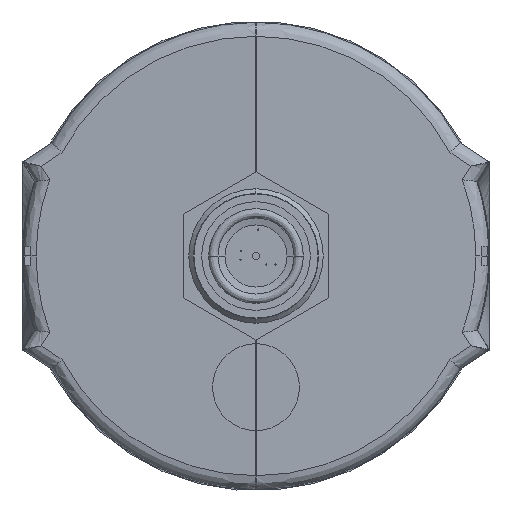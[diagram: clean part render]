
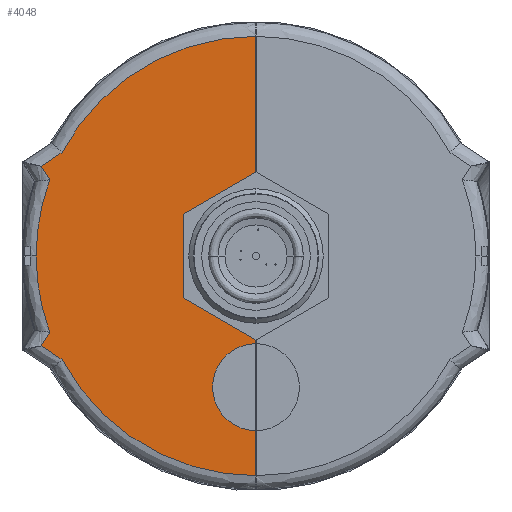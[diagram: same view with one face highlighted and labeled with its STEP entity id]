
A CAD part, front view. The second image highlights one B-rep face of the part: STEP entity #4048.
In plain terms, the highlighted planar face has unit normal (-0.018, -1, 0).
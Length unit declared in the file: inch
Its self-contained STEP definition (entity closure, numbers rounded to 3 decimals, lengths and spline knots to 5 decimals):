
#1048 = CARTESIAN_POINT ( 'NONE',  ( -1.33883, 1.21709, -0.60808 ) ) ;
#1050 = CARTESIAN_POINT ( 'NONE',  ( -1.38358, 1.21787, -0.57847 ) ) ;
#1064 = CARTESIAN_POINT ( 'NONE',  ( -1.29409, 1.2163, -0.63768 ) ) ;
#1066 = CARTESIAN_POINT ( 'NONE',  ( -1.24935, 1.21552, -0.66729 ) ) ;
#1105 = CARTESIAN_POINT ( 'NONE',  ( 0., 1.19372, 1.505 ) ) ;
#1108 = DIRECTION ( 'NONE',  ( 0., 0., -1. ) ) ;
#1207 = EDGE_LOOP ( 'NONE', ( #13431, #13430, #13429, #13428, #13427, #13426, #13425, #13424, #13423, #13420, #13419 ) ) ;
#3559 = AXIS2_PLACEMENT_3D ( 'NONE', #22110, #22124, #22125 ) ;
#3821 = EDGE_CURVE ( 'NONE', #6739, #6416, #10336, .T. ) ;
#3837 = EDGE_CURVE ( 'NONE', #6358, #6081, #10030, .T. ) ;
#4048 = ADVANCED_FACE ( 'NONE', ( #12328 ), #22111, .T. ) ;
#4368 = CARTESIAN_POINT ( 'NONE',  ( 0., 1.19372, 1.505 ) ) ;
#4369 = DIRECTION ( 'NONE',  ( 0., 0., -1. ) ) ;
#4605 = CARTESIAN_POINT ( 'NONE',  ( -1.38695, 1.21793, 0.33347 ) ) ;
#4606 = CARTESIAN_POINT ( 'NONE',  ( -1.32862, 1.21691, 0.49107 ) ) ;
#4614 = CARTESIAN_POINT ( 'NONE',  ( -1.34694, 1.21723, -0.52021 ) ) ;
#4615 = CARTESIAN_POINT ( 'NONE',  ( -1.32862, 1.21691, -0.49107 ) ) ;
#4616 = CARTESIAN_POINT ( 'NONE',  ( -1.41657, 1.21844, 0.16805 ) ) ;
#4617 = CARTESIAN_POINT ( 'NONE',  ( -1.41657, 1.21844, 0. ) ) ;
#4620 = CARTESIAN_POINT ( 'NONE',  ( -1.36526, 1.21755, -0.54934 ) ) ;
#4621 = CARTESIAN_POINT ( 'NONE',  ( -1.38358, 1.21787, -0.57847 ) ) ;
#4715 = CARTESIAN_POINT ( 'NONE',  ( -1.41657, 1.21844, -0.16805 ) ) ;
#4716 = CARTESIAN_POINT ( 'NONE',  ( -1.41657, 1.21844, 0. ) ) ;
#4730 = CARTESIAN_POINT ( 'NONE',  ( -1.38695, 1.21793, -0.33347 ) ) ;
#4731 = CARTESIAN_POINT ( 'NONE',  ( -1.32862, 1.21691, -0.49107 ) ) ;
#5727 = CARTESIAN_POINT ( 'NONE',  ( -1.29409, 1.2163, 0.63768 ) ) ;
#5728 = CARTESIAN_POINT ( 'NONE',  ( -1.24935, 1.21552, 0.66729 ) ) ;
#5733 = CARTESIAN_POINT ( 'NONE',  ( -1.33883, 1.21709, 0.60808 ) ) ;
#5734 = CARTESIAN_POINT ( 'NONE',  ( -1.38358, 1.21787, 0.57847 ) ) ;
#6081 = VERTEX_POINT ( 'NONE', #16729 ) ;
#6097 = VERTEX_POINT ( 'NONE', #16741 ) ;
#6120 = VERTEX_POINT ( 'NONE', #16762 ) ;
#6357 = VERTEX_POINT ( 'NONE', #16827 ) ;
#6358 = VERTEX_POINT ( 'NONE', #16828 ) ;
#6377 = VERTEX_POINT ( 'NONE', #16845 ) ;
#6416 = VERTEX_POINT ( 'NONE', #16874 ) ;
#6576 = VERTEX_POINT ( 'NONE', #16921 ) ;
#6739 = VERTEX_POINT ( 'NONE', #16967 ) ;
#6880 = VERTEX_POINT ( 'NONE', #16992 ) ;
#7137 = VERTEX_POINT ( 'NONE', #17051 ) ;
#7710 = EDGE_CURVE ( 'NONE', #6739, #6120, #11262, .T. ) ;
#7776 = EDGE_CURVE ( 'NONE', #6097, #6358, #10119, .T. ) ;
#7864 = EDGE_CURVE ( 'NONE', #6081, #6576, #9812, .T. ) ;
#7865 = EDGE_CURVE ( 'NONE', #7137, #6377, #10043, .T. ) ;
#7886 = EDGE_CURVE ( 'NONE', #6576, #7137, #10228, .T. ) ;
#8104 = EDGE_CURVE ( 'NONE', #6357, #6120, #9997, .T. ) ;
#8626 = EDGE_CURVE ( 'NONE', #6377, #6357, #9982, .T. ) ;
#8631 = EDGE_CURVE ( 'NONE', #6880, #6416, #12711, .T. ) ;
#8687 = EDGE_CURVE ( 'NONE', #6880, #6097, #10112, .T. ) ;
#9812 =( BOUNDED_CURVE ( )  B_SPLINE_CURVE ( 3, ( #4606, #4605, #4616, #4617 ),
 .UNSPECIFIED., .F., .F. ) 
 B_SPLINE_CURVE_WITH_KNOTS ( ( 4, 4 ),
 ( 5.92876, 6.28319 ),
 .UNSPECIFIED. ) 
 CURVE ( )  GEOMETRIC_REPRESENTATION_ITEM ( )  RATIONAL_B_SPLINE_CURVE ( ( 1., 0.99, 0.99, 1. ) ) 
 REPRESENTATION_ITEM ( '' )  );
#9982 = B_SPLINE_CURVE_WITH_KNOTS ( 'NONE', 3,
 ( #1050, #1048, #1064, #1066 ),
 .UNSPECIFIED., .F., .F.,
 ( 4, 4 ),
 ( 0., 0.00409 ),
 .UNSPECIFIED. ) ;
#9997 =( BOUNDED_CURVE ( )  B_SPLINE_CURVE ( 3, ( #10178, #10176, #10185, #10186 ),
 .UNSPECIFIED., .F., .F. ) 
 B_SPLINE_CURVE_WITH_KNOTS ( ( 4, 4 ),
 ( 0.49109, 1.57191 ),
 .UNSPECIFIED. ) 
 CURVE ( )  GEOMETRIC_REPRESENTATION_ITEM ( )  RATIONAL_B_SPLINE_CURVE ( ( 1., 0.905, 0.905, 1. ) ) 
 REPRESENTATION_ITEM ( '' )  );
#10030 = B_SPLINE_CURVE_WITH_KNOTS ( 'NONE', 3,
 ( #17740, #17742, #17747, #17748 ),
 .UNSPECIFIED., .F., .F.,
 ( 4, 4 ),
 ( 0., 0.00262 ),
 .UNSPECIFIED. ) ;
#10043 = B_SPLINE_CURVE_WITH_KNOTS ( 'NONE', 3,
 ( #4615, #4614, #4620, #4621 ),
 .UNSPECIFIED., .F., .F.,
 ( 4, 4 ),
 ( 0., 0.00262 ),
 .UNSPECIFIED. ) ;
#10112 =( BOUNDED_CURVE ( )  B_SPLINE_CURVE ( 3, ( #15021, #15028, #15032, #15033 ),
 .UNSPECIFIED., .F., .F. ) 
 B_SPLINE_CURVE_WITH_KNOTS ( ( 4, 4 ),
 ( 4.71128, 5.7921 ),
 .UNSPECIFIED. ) 
 CURVE ( )  GEOMETRIC_REPRESENTATION_ITEM ( )  RATIONAL_B_SPLINE_CURVE ( ( 1., 0.905, 0.905, 1. ) ) 
 REPRESENTATION_ITEM ( '' )  );
#10119 = B_SPLINE_CURVE_WITH_KNOTS ( 'NONE', 3,
 ( #5728, #5727, #5733, #5734 ),
 .UNSPECIFIED., .F., .F.,
 ( 4, 4 ),
 ( 0., 0.00409 ),
 .UNSPECIFIED. ) ;
#10176 = CARTESIAN_POINT ( 'NONE',  ( -0.99645, 1.21111, -1.1402 ) ) ;
#10178 = CARTESIAN_POINT ( 'NONE',  ( -1.24935, 1.21552, -0.66729 ) ) ;
#10185 = CARTESIAN_POINT ( 'NONE',  ( -0.53628, 1.20308, -1.41559 ) ) ;
#10186 = CARTESIAN_POINT ( 'NONE',  ( 0., 1.19372, -1.415 ) ) ;
#10228 =( BOUNDED_CURVE ( )  B_SPLINE_CURVE ( 3, ( #4716, #4715, #4730, #4731 ),
 .UNSPECIFIED., .F., .T. ) 
 B_SPLINE_CURVE_WITH_KNOTS ( ( 4, 4 ),
 ( 0., 0.35442 ),
 .UNSPECIFIED. ) 
 CURVE ( )  GEOMETRIC_REPRESENTATION_ITEM ( )  RATIONAL_B_SPLINE_CURVE ( ( 1., 0.99, 0.99, 1. ) ) 
 REPRESENTATION_ITEM ( '' )  );
#10336 =( BOUNDED_CURVE ( )  B_SPLINE_CURVE ( 3, ( #19106, #19093, #19103, #19108 ),
 .UNSPECIFIED., .F., .F. ) 
 B_SPLINE_CURVE_WITH_KNOTS ( ( 4, 4 ),
 ( 4.71239, 7.85398 ),
 .UNSPECIFIED. ) 
 CURVE ( )  GEOMETRIC_REPRESENTATION_ITEM ( )  RATIONAL_B_SPLINE_CURVE ( ( 1., 0.333, 0.333, 1. ) ) 
 REPRESENTATION_ITEM ( '' )  );
#10638 = VECTOR ( 'NONE', #4369, 39.37008 ) ;
#11262 = LINE ( 'NONE', #4368, #10638 ) ;
#12328 = FACE_OUTER_BOUND ( 'NONE', #1207, .T. ) ;
#12709 = VECTOR ( 'NONE', #1108, 39.37008 ) ;
#12711 = LINE ( 'NONE', #1105, #12709 ) ;
#13419 = ORIENTED_EDGE ( 'NONE', *, *, #7865, .T. ) ;
#13420 = ORIENTED_EDGE ( 'NONE', *, *, #7886, .T. ) ;
#13423 = ORIENTED_EDGE ( 'NONE', *, *, #7864, .T. ) ;
#13424 = ORIENTED_EDGE ( 'NONE', *, *, #3837, .T. ) ;
#13425 = ORIENTED_EDGE ( 'NONE', *, *, #7776, .T. ) ;
#13426 = ORIENTED_EDGE ( 'NONE', *, *, #8687, .T. ) ;
#13427 = ORIENTED_EDGE ( 'NONE', *, *, #8631, .F. ) ;
#13428 = ORIENTED_EDGE ( 'NONE', *, *, #3821, .T. ) ;
#13429 = ORIENTED_EDGE ( 'NONE', *, *, #7710, .F. ) ;
#13430 = ORIENTED_EDGE ( 'NONE', *, *, #8104, .T. ) ;
#13431 = ORIENTED_EDGE ( 'NONE', *, *, #8626, .T. ) ;
#15021 = CARTESIAN_POINT ( 'NONE',  ( 0., 1.19372, 1.415 ) ) ;
#15028 = CARTESIAN_POINT ( 'NONE',  ( -0.53628, 1.20308, 1.41559 ) ) ;
#15032 = CARTESIAN_POINT ( 'NONE',  ( -0.99645, 1.21111, 1.1402 ) ) ;
#15033 = CARTESIAN_POINT ( 'NONE',  ( -1.24935, 1.21552, 0.66729 ) ) ;
#16729 = CARTESIAN_POINT ( 'NONE',  ( -1.32862, 1.21691, 0.49107 ) ) ;
#16741 = CARTESIAN_POINT ( 'NONE',  ( -1.24935, 1.21552, 0.66729 ) ) ;
#16762 = CARTESIAN_POINT ( 'NONE',  ( 0., 1.19372, -1.415 ) ) ;
#16827 = CARTESIAN_POINT ( 'NONE',  ( -1.24935, 1.21552, -0.66729 ) ) ;
#16828 = CARTESIAN_POINT ( 'NONE',  ( -1.38358, 1.21787, 0.57847 ) ) ;
#16845 = CARTESIAN_POINT ( 'NONE',  ( -1.38358, 1.21787, -0.57847 ) ) ;
#16874 = CARTESIAN_POINT ( 'NONE',  ( 0., 1.19372, 0.375 ) ) ;
#16921 = CARTESIAN_POINT ( 'NONE',  ( -1.41657, 1.21844, 0. ) ) ;
#16967 = CARTESIAN_POINT ( 'NONE',  ( 0., 1.19372, -0.375 ) ) ;
#16992 = CARTESIAN_POINT ( 'NONE',  ( 0., 1.19372, 1.415 ) ) ;
#17051 = CARTESIAN_POINT ( 'NONE',  ( -1.32862, 1.21691, -0.49107 ) ) ;
#17740 = CARTESIAN_POINT ( 'NONE',  ( -1.38358, 1.21787, 0.57847 ) ) ;
#17742 = CARTESIAN_POINT ( 'NONE',  ( -1.36526, 1.21755, 0.54934 ) ) ;
#17747 = CARTESIAN_POINT ( 'NONE',  ( -1.34694, 1.21723, 0.52021 ) ) ;
#17748 = CARTESIAN_POINT ( 'NONE',  ( -1.32862, 1.21691, 0.49107 ) ) ;
#19093 = CARTESIAN_POINT ( 'NONE',  ( -0.75, 1.20681, -0.375 ) ) ;
#19103 = CARTESIAN_POINT ( 'NONE',  ( -0.75, 1.20681, 0.375 ) ) ;
#19106 = CARTESIAN_POINT ( 'NONE',  ( 0., 1.19372, -0.375 ) ) ;
#19108 = CARTESIAN_POINT ( 'NONE',  ( 0., 1.19372, 0.375 ) ) ;
#22110 = CARTESIAN_POINT ( 'NONE',  ( 0., 1.19372, 1.505 ) ) ;
#22111 = PLANE ( 'NONE',  #3559 ) ;
#22124 = DIRECTION ( 'NONE',  ( -0.017, -1., 0. ) ) ;
#22125 = DIRECTION ( 'NONE',  ( -1., 0.017, 0. ) ) ;
